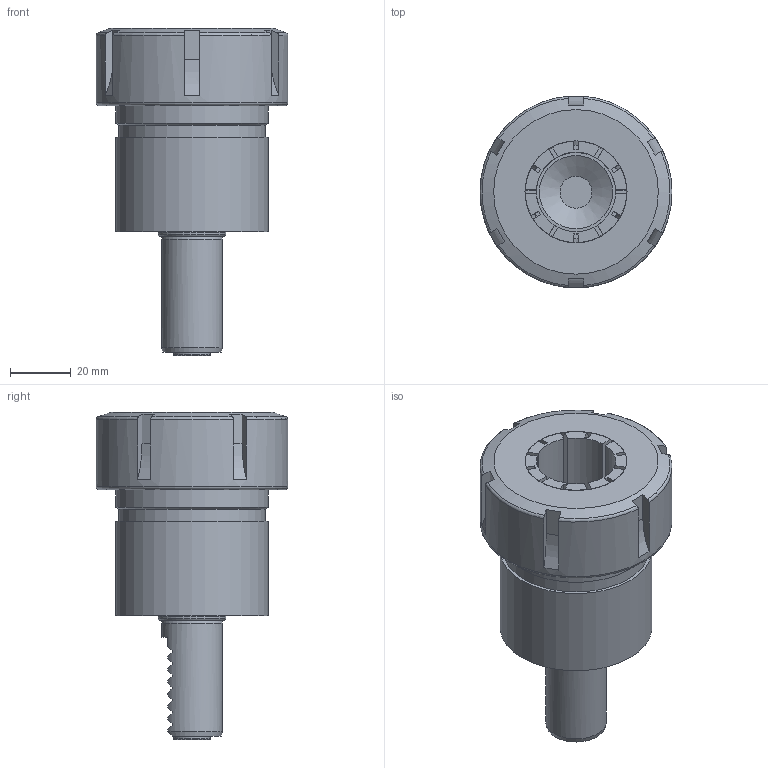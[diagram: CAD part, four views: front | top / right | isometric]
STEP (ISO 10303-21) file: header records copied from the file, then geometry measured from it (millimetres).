
FILE_DESCRIPTION(/* description */ (''),/* implementation_level */ '2;1');
FILE_NAME(/* name */ 'W1100010B.stp',/* time_stamp */ '2009-04-07T09:32:25+02:00',/* author */ (''),/* organization */ (''),/* preprocessor_version */ 'ST-DEVELOPER v11',/* originating_system */ 'UGS - NX 5.0',/* authorisation */ '');
FILE_SCHEMA (('AUTOMOTIVE_DESIGN { 1 0 10303 214 0 1 1 1 }'));
Length unit declared in the file: millimetre
Products named in the file (1): Kris62841nhl
Bounding box: 63 x 63 x 107.32 mm (x, y, z)
Volume: 123479.8 mm3; surface area: 44339.9 mm2
Topology: 1 solids, 1 shells, 251 faces, 703 edges, 448 vertices
Faces by surface type: plane 137, cylinder 56, cone 37, torus 15, bspline 6
Full cylindrical faces by diameter (mm): 10 x1, 11.4 x1, 12 x1, 12.8 x1, 20 x1, 22.33 x1, 26 x1, 30.5 x1, 31 x1, 33.5 x1, 38 x1, 48 x1, 48.5 x1, 50 x2, 50.3 x1, 63 x1
Entity records: 8275 total; most frequent: CARTESIAN_POINT 2182, ORIENTED_EDGE 1284, DIRECTION 1225, EDGE_CURVE 642, AXIS2_PLACEMENT_3D 467, VERTEX_POINT 432, EDGE_LOOP 300, LINE 291
